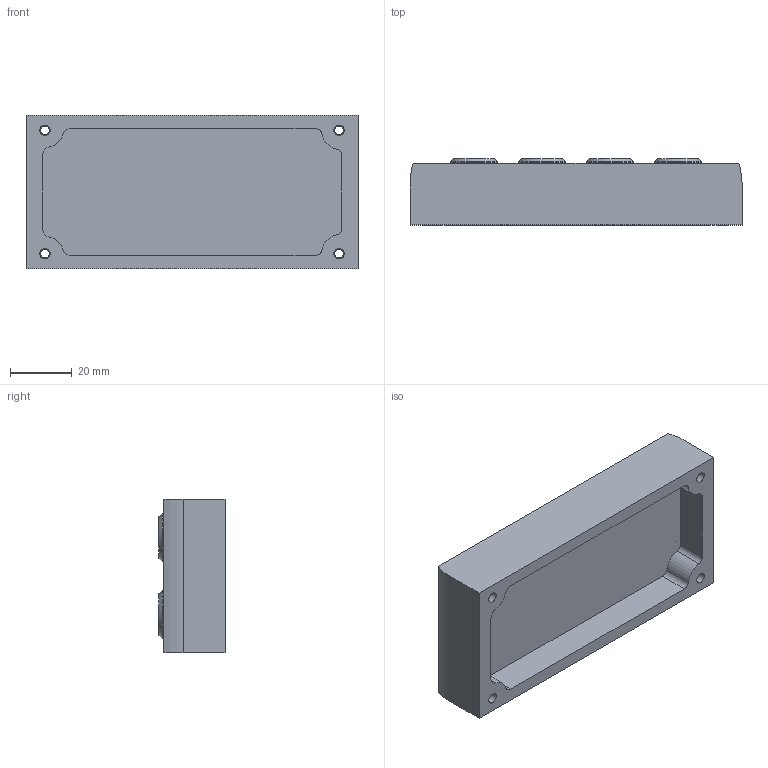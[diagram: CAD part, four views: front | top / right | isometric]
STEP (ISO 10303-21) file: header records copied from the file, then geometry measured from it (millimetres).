
FILE_DESCRIPTION(/* description */ ('STEP AP214'),/* implementation_level */ '2;1');
FILE_NAME(/* name */ '549335_CPX-M-AB-8-M12X2-5POL',/* time_stamp */ '2024-08-06T08:23:17+02:00',/* author */ ('License CC BY-ND 4.0'),/* organization */ ('CADENAS'),/* preprocessor_version */ 'ST-DEVELOPER v19.3',/* originating_system */ 'PARTsolutions',/* authorisation */ ' ');
FILE_SCHEMA (('AUTOMOTIVE_DESIGN {1 0 10303 214 3 1 1}'));
Length unit declared in the file: millimetre
Products named in the file (1): 549335 CPX-M-AB-8-M12X2-5POL---(0)
Bounding box: 107.6 x 21.4 x 49.7 mm (x, y, z)
Volume: 64618.2 mm3; surface area: 27051.8 mm2
Topology: 1 solids, 1 shells, 261 faces, 468 edges, 298 vertices
Faces by surface type: cylinder 122, plane 99, cone 32, torus 8
Full cylindrical faces by diameter (mm): 1.5 x40, 2.3 x2, 2.8 x4, 3.4 x8, 7.5 x4, 10.917 x8, 11.92 x8, 12.5 x8, 15.4 x8
Entity records: 5792 total; most frequent: DIRECTION 1136, CARTESIAN_POINT 892, ORIENTED_EDGE 668, AXIS2_PLACEMENT_3D 540, FACE_BOUND 490, EDGE_LOOP 488, EDGE_CURVE 334, VERTEX_POINT 296
